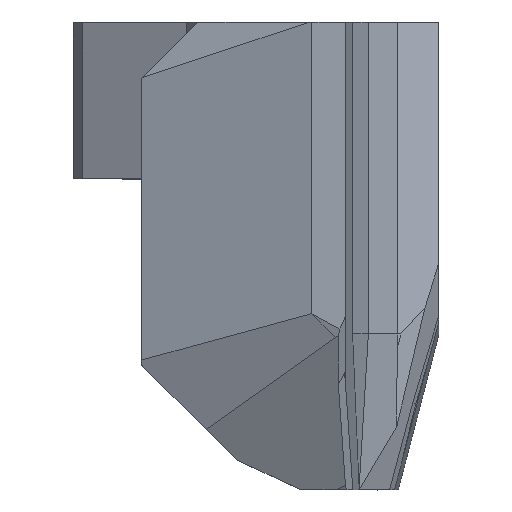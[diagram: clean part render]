
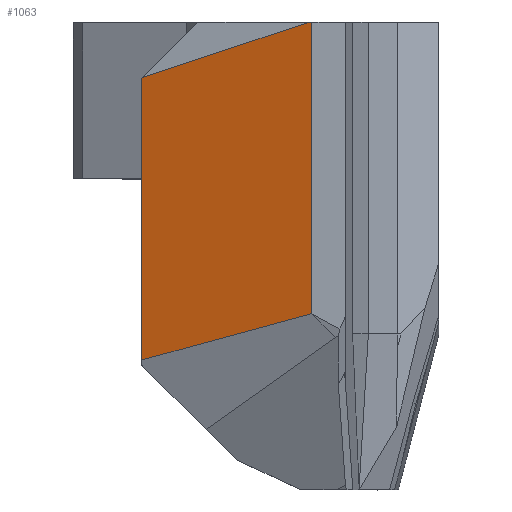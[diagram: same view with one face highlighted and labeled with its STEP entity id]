
A CAD part, top view. The second image highlights one B-rep face of the part: STEP entity #1063.
In plain terms, the highlighted planar face has unit normal (-0.342, 0, 0.94).
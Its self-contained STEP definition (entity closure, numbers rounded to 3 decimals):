
#63=FACE_OUTER_BOUND('',#119,.T.);
#119=EDGE_LOOP('',(#890,#891,#892,#893,#894,#895));
#159=LINE('',#1461,#302);
#256=LINE('',#1670,#399);
#258=LINE('',#1674,#401);
#259=LINE('',#1676,#402);
#260=LINE('',#1679,#403);
#261=LINE('',#1680,#404);
#302=VECTOR('',#1185,0.091);
#399=VECTOR('',#1344,9.039);
#401=VECTOR('',#1348,0.028);
#402=VECTOR('',#1351,5.967);
#403=VECTOR('',#1354,5.988);
#404=VECTOR('',#1355,9.357);
#446=VERTEX_POINT('',#1458);
#447=VERTEX_POINT('',#1460);
#511=VERTEX_POINT('',#1666);
#512=VERTEX_POINT('',#1668);
#513=VERTEX_POINT('',#1672);
#514=VERTEX_POINT('',#1678);
#546=EDGE_CURVE('',#446,#447,#159,.T.);
#646=EDGE_CURVE('',#512,#511,#256,.T.);
#648=EDGE_CURVE('',#513,#511,#258,.T.);
#649=EDGE_CURVE('',#513,#446,#259,.T.);
#650=EDGE_CURVE('',#512,#514,#260,.T.);
#651=EDGE_CURVE('',#514,#447,#261,.T.);
#890=ORIENTED_EDGE('',*,*,#649,.F.);
#891=ORIENTED_EDGE('',*,*,#648,.T.);
#892=ORIENTED_EDGE('',*,*,#646,.F.);
#893=ORIENTED_EDGE('',*,*,#650,.T.);
#894=ORIENTED_EDGE('',*,*,#651,.T.);
#895=ORIENTED_EDGE('',*,*,#546,.F.);
#1010=PLANE('',#1133);
#1063=ADVANCED_FACE('',(#63),#1010,.T.);
#1133=AXIS2_PLACEMENT_3D('',#1677,#1352,#1353);
#1185=DIRECTION('',(0.94,0.,0.342));
#1344=DIRECTION('',(0.,1.,0.));
#1348=DIRECTION('',(-0.685,-0.685,-0.249));
#1351=DIRECTION('',(0.897,0.298,0.326));
#1352=DIRECTION('center_axis',(-0.342,0.,0.94));
#1353=DIRECTION('ref_axis',(0.94,0.,0.342));
#1354=DIRECTION('',(0.911,0.247,0.331));
#1355=DIRECTION('',(0.001,1.,0.));
#1458=CARTESIAN_POINT('',(12.114,5.,16.094));
#1460=CARTESIAN_POINT('',(12.2,5.,16.126));
#1461=CARTESIAN_POINT('',(12.114,5.,16.094));
#1666=CARTESIAN_POINT('',(6.743,3.2,14.141));
#1668=CARTESIAN_POINT('',(6.743,-5.839,14.141));
#1670=CARTESIAN_POINT('',(6.743,-5.839,14.141));
#1672=CARTESIAN_POINT('',(6.762,3.219,14.148));
#1674=CARTESIAN_POINT('',(6.762,3.219,14.148));
#1676=CARTESIAN_POINT('',(6.762,3.219,14.148));
#1677=CARTESIAN_POINT('Origin',(9.471,0.,15.133));
#1678=CARTESIAN_POINT('',(12.195,-4.357,16.124));
#1679=CARTESIAN_POINT('',(6.743,-5.839,14.141));
#1680=CARTESIAN_POINT('',(12.195,-4.357,16.124));
